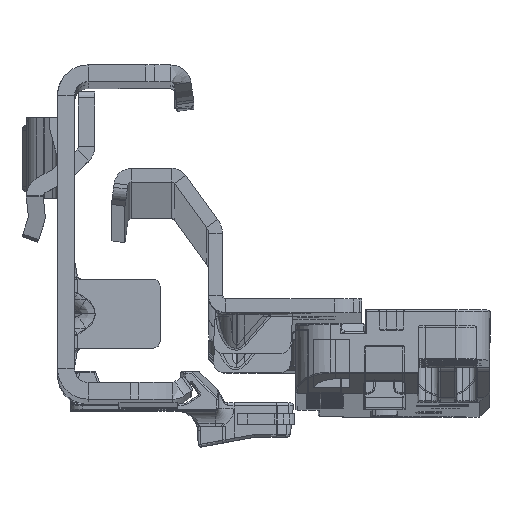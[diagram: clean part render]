
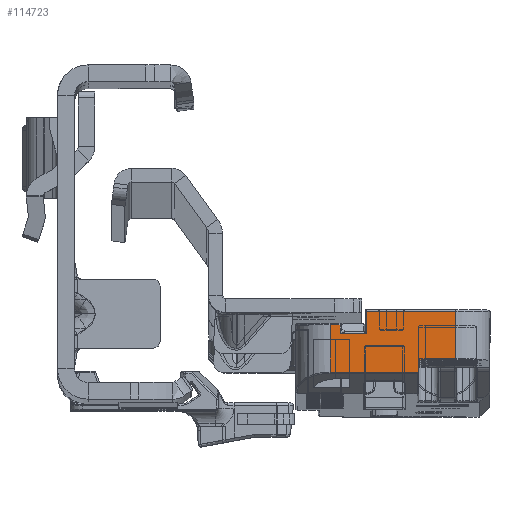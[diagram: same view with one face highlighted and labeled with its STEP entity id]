
A CAD part, top view. The second image highlights one B-rep face of the part: STEP entity #114723.
In plain terms, the highlighted face is planar.
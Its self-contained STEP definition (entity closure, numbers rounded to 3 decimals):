
#1692 = EDGE_CURVE ( 'NONE', #94990, #28913, #19699, .T. ) ;
#2025 = LINE ( 'NONE', #119231, #66643 ) ;
#3271 = VECTOR ( 'NONE', #104076, 1000. ) ;
#4496 = VERTEX_POINT ( 'NONE', #30088 ) ;
#5586 = PLANE ( 'NONE',  #116891 ) ;
#5680 = VECTOR ( 'NONE', #62896, 1000. ) ;
#6391 = LINE ( 'NONE', #74026, #23618 ) ;
#6663 = CARTESIAN_POINT ( 'NONE',  ( -8.3, -6.669, -284.5 ) ) ;
#8666 = CARTESIAN_POINT ( 'NONE',  ( -13.7, -5., -284.5 ) ) ;
#9409 = EDGE_CURVE ( 'NONE', #108957, #23162, #2025, .T. ) ;
#9649 = DIRECTION ( 'NONE',  ( 1., 0., 0. ) ) ;
#13029 = EDGE_CURVE ( 'NONE', #94990, #23162, #15900, .T. ) ;
#15581 = CARTESIAN_POINT ( 'NONE',  ( -0.7, 2.1, -284.5 ) ) ;
#15900 = CIRCLE ( 'NONE', #120755, 0.2 ) ;
#16207 = DIRECTION ( 'NONE',  ( 0., 0., 1. ) ) ;
#16467 = CARTESIAN_POINT ( 'NONE',  ( -8.3, -5.2, -284.5 ) ) ;
#17431 = CARTESIAN_POINT ( 'NONE',  ( -13.7, 2., -284.5 ) ) ;
#19699 = LINE ( 'NONE', #20331, #87394 ) ;
#19846 = EDGE_CURVE ( 'NONE', #78149, #112276, #121460, .T. ) ;
#20331 = CARTESIAN_POINT ( 'NONE',  ( -8.3, 0., -284.5 ) ) ;
#23162 = VERTEX_POINT ( 'NONE', #92614 ) ;
#23618 = VECTOR ( 'NONE', #46954, 1000. ) ;
#27144 = DIRECTION ( 'NONE',  ( 1., 0., 0. ) ) ;
#28913 = VERTEX_POINT ( 'NONE', #6663 ) ;
#29091 = EDGE_LOOP ( 'NONE', ( #92106, #75809, #47927, #75584, #122155, #94157, #80334, #70079, #39048, #80591, #124539, #45176 ) ) ;
#30088 = CARTESIAN_POINT ( 'NONE',  ( -0.75, 2.1, -284.5 ) ) ;
#30597 = EDGE_CURVE ( 'NONE', #78149, #68437, #6391, .T. ) ;
#31499 = LINE ( 'NONE', #119075, #73729 ) ;
#31699 = CARTESIAN_POINT ( 'NONE',  ( 4.6, -6.785, -284.5 ) ) ;
#32634 = CARTESIAN_POINT ( 'NONE',  ( -0.75, -0.9, -284.5 ) ) ;
#32899 = VERTEX_POINT ( 'NONE', #47557 ) ;
#35508 = DIRECTION ( 'NONE',  ( 1., 0., 0. ) ) ;
#36113 = DIRECTION ( 'NONE',  ( 0., 1., 0. ) ) ;
#39048 = ORIENTED_EDGE ( 'NONE', *, *, #9409, .F. ) ;
#40109 = VECTOR ( 'NONE', #98707, 1000. ) ;
#40339 = CARTESIAN_POINT ( 'NONE',  ( -8.3, -6.669, -284.5 ) ) ;
#40474 = VERTEX_POINT ( 'NONE', #100607 ) ;
#41651 = CARTESIAN_POINT ( 'NONE',  ( 4.6, -242.444, -284.5 ) ) ;
#43725 = EDGE_CURVE ( 'NONE', #4496, #115590, #74457, .T. ) ;
#44858 = DIRECTION ( 'NONE',  ( 1., 0., 0. ) ) ;
#45176 = ORIENTED_EDGE ( 'NONE', *, *, #43725, .T. ) ;
#46954 = DIRECTION ( 'NONE',  ( -1., 0., 0. ) ) ;
#47317 = DIRECTION ( 'NONE',  ( 1., 0., 0. ) ) ;
#47557 = CARTESIAN_POINT ( 'NONE',  ( 3.15, -1.15, -284.5 ) ) ;
#47927 = ORIENTED_EDGE ( 'NONE', *, *, #53371, .T. ) ;
#49715 = DIRECTION ( 'NONE',  ( 1., 0., 0. ) ) ;
#50005 = CARTESIAN_POINT ( 'NONE',  ( -8.3, -6.71, -284.5 ) ) ;
#53371 = EDGE_CURVE ( 'NONE', #108677, #112276, #59530, .T. ) ;
#55166 = DIRECTION ( 'NONE',  ( 0., 0., 1. ) ) ;
#56668 = CARTESIAN_POINT ( 'NONE',  ( -8.273, -6.785, -284.5 ) ) ;
#58495 = CARTESIAN_POINT ( 'NONE',  ( -0.75, -1.15, -284.5 ) ) ;
#59530 = LINE ( 'NONE', #88508, #68873 ) ;
#61989 = CARTESIAN_POINT ( 'NONE',  ( 4.6, 0.1, -284.5 ) ) ;
#62896 = DIRECTION ( 'NONE',  ( 0., 1., 0. ) ) ;
#64457 = EDGE_CURVE ( 'NONE', #32899, #108677, #91538, .T. ) ;
#65147 = VECTOR ( 'NONE', #36113, 1000. ) ;
#66643 = VECTOR ( 'NONE', #49715, 1000. ) ;
#68437 = VERTEX_POINT ( 'NONE', #84479 ) ;
#68873 = VECTOR ( 'NONE', #47317, 1000. ) ;
#70079 = ORIENTED_EDGE ( 'NONE', *, *, #13029, .T. ) ;
#73729 = VECTOR ( 'NONE', #9649, 1000. ) ;
#74026 = CARTESIAN_POINT ( 'NONE',  ( -8.3, -6.785, -284.5 ) ) ;
#74457 = LINE ( 'NONE', #32634, #3271 ) ;
#75584 = ORIENTED_EDGE ( 'NONE', *, *, #19846, .F. ) ;
#75809 = ORIENTED_EDGE ( 'NONE', *, *, #64457, .T. ) ;
#78149 = VERTEX_POINT ( 'NONE', #31699 ) ;
#79262 = EDGE_CURVE ( 'NONE', #108957, #40474, #97291, .T. ) ;
#80334 = ORIENTED_EDGE ( 'NONE', *, *, #1692, .F. ) ;
#80591 = ORIENTED_EDGE ( 'NONE', *, *, #79262, .T. ) ;
#84479 = CARTESIAN_POINT ( 'NONE',  ( -8.273, -6.785, -284.5 ) ) ;
#87394 = VECTOR ( 'NONE', #107277, 1000. ) ;
#88508 = CARTESIAN_POINT ( 'NONE',  ( 4.6, 0.1, -284.5 ) ) ;
#88611 = VECTOR ( 'NONE', #27144, 1000. ) ;
#89127 =( BOUNDED_CURVE ( )  B_SPLINE_CURVE ( 3, ( #56668, #108598, #50005, #40339 ),
 .UNSPECIFIED., .F., .F. ) 
 B_SPLINE_CURVE_WITH_KNOTS ( ( 4, 4 ),
 ( 1.047, 1.571 ),
 .UNSPECIFIED. ) 
 CURVE ( )  GEOMETRIC_REPRESENTATION_ITEM ( )  RATIONAL_B_SPLINE_CURVE ( ( 1., 0.977, 0.977, 1. ) ) 
 REPRESENTATION_ITEM ( '' )  );
#91538 = LINE ( 'NONE', #120522, #40109 ) ;
#92106 = ORIENTED_EDGE ( 'NONE', *, *, #94902, .T. ) ;
#92614 = CARTESIAN_POINT ( 'NONE',  ( -8.5, -5., -284.5 ) ) ;
#93819 = FACE_OUTER_BOUND ( 'NONE', #29091, .T. ) ;
#94157 = ORIENTED_EDGE ( 'NONE', *, *, #108437, .T. ) ;
#94902 = EDGE_CURVE ( 'NONE', #115590, #32899, #31499, .T. ) ;
#94990 = VERTEX_POINT ( 'NONE', #16467 ) ;
#94998 = CARTESIAN_POINT ( 'NONE',  ( 3.15, 0.1, -284.5 ) ) ;
#97291 = LINE ( 'NONE', #17431, #65147 ) ;
#98707 = DIRECTION ( 'NONE',  ( 0., 1., 0. ) ) ;
#100607 = CARTESIAN_POINT ( 'NONE',  ( -13.7, 2.1, -284.5 ) ) ;
#104076 = DIRECTION ( 'NONE',  ( 0., -1., 0. ) ) ;
#107277 = DIRECTION ( 'NONE',  ( 0., -1., 0. ) ) ;
#108437 = EDGE_CURVE ( 'NONE', #68437, #28913, #89127, .T. ) ;
#108598 = CARTESIAN_POINT ( 'NONE',  ( -8.291, -6.749, -284.5 ) ) ;
#108677 = VERTEX_POINT ( 'NONE', #94998 ) ;
#108957 = VERTEX_POINT ( 'NONE', #8666 ) ;
#112276 = VERTEX_POINT ( 'NONE', #61989 ) ;
#114386 = CARTESIAN_POINT ( 'NONE',  ( 19.8, 2.6, -284.5 ) ) ;
#114723 = ADVANCED_FACE ( 'NONE', ( #93819 ), #5586, .F. ) ;
#115590 = VERTEX_POINT ( 'NONE', #58495 ) ;
#116891 = AXIS2_PLACEMENT_3D ( 'NONE', #114386, #55166, #44858 ) ;
#119075 = CARTESIAN_POINT ( 'NONE',  ( 19.8, -1.15, -284.5 ) ) ;
#119231 = CARTESIAN_POINT ( 'NONE',  ( -8.3, -5., -284.5 ) ) ;
#120522 = CARTESIAN_POINT ( 'NONE',  ( 3.15, 0.1, -284.5 ) ) ;
#120755 = AXIS2_PLACEMENT_3D ( 'NONE', #123729, #16207, #35508 ) ;
#121460 = LINE ( 'NONE', #41651, #5680 ) ;
#122155 = ORIENTED_EDGE ( 'NONE', *, *, #30597, .T. ) ;
#123577 = EDGE_CURVE ( 'NONE', #40474, #4496, #125028, .T. ) ;
#123729 = CARTESIAN_POINT ( 'NONE',  ( -8.5, -5.2, -284.5 ) ) ;
#124539 = ORIENTED_EDGE ( 'NONE', *, *, #123577, .T. ) ;
#125028 = LINE ( 'NONE', #15581, #88611 ) ;
